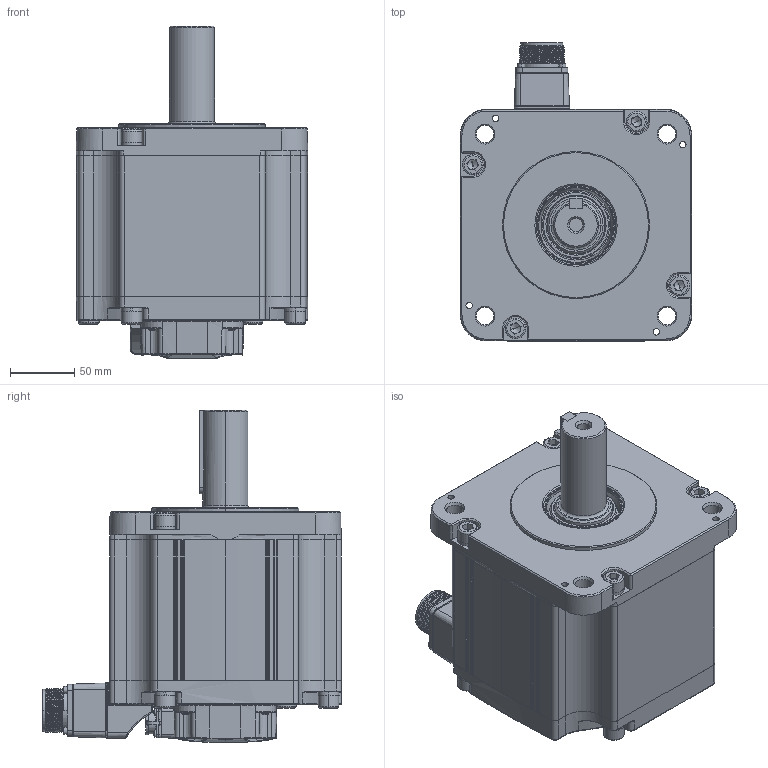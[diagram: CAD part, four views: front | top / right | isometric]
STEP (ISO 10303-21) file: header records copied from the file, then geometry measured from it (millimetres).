
FILE_DESCRIPTION (( 'STEP AP214' ), '1' );
FILE_NAME ('12700000280.STEP', '2021-02-02T10:51:08', ( '' ), ( '' ), 'SwSTEP 2.0', 'SolidWorks 2018', '' );
FILE_SCHEMA (( 'AUTOMOTIVE_DESIGN' ));
Length unit declared in the file: millimetre
Products named in the file (1): 12700000280
Bounding box: 180 x 231.91 x 258 mm (x, y, z)
Surface area: 252985.6 mm2 (no closed solid volume)
Topology: 0 solids, 71 shells, 1091 faces, 4136 edges, 3022 vertices
Faces by surface type: cylinder 394, plane 348, torus 116, cone 115, bspline 92, sphere 26
Entity records: 62018 total; most frequent: CARTESIAN_POINT 16553, DIRECTION 6924, ORIENTED_EDGE 6358, EDGE_CURVE 4093, VERTEX_POINT 3022, AXIS2_PLACEMENT_3D 2549, LINE 1826, VECTOR 1826
